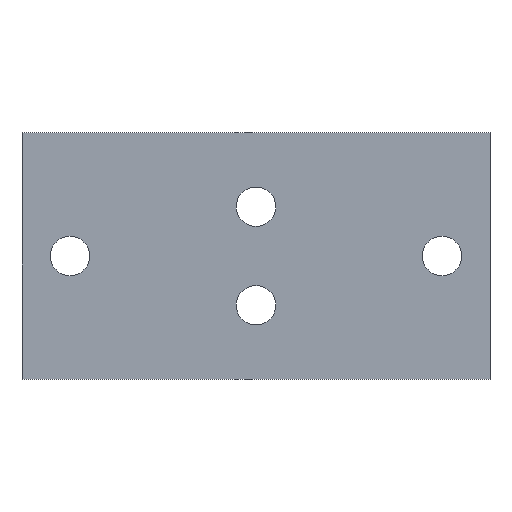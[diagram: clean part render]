
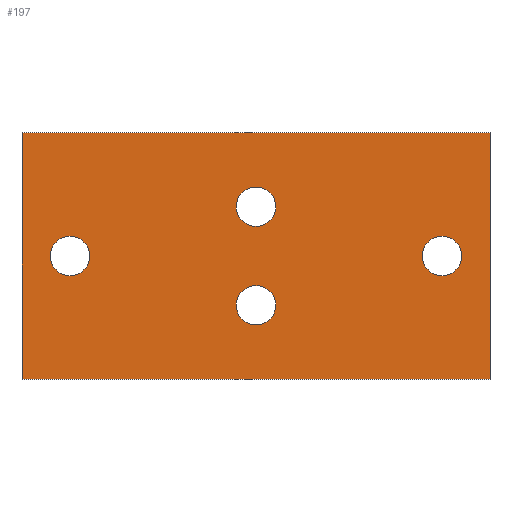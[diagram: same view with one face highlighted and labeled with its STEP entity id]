
A CAD part, top view. The second image highlights one B-rep face of the part: STEP entity #197.
In plain terms, the highlighted planar face has unit normal (0, 0, 1).
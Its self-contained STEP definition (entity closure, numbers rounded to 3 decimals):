
#15=FACE_BOUND('',#48,.T.);
#16=FACE_BOUND('',#49,.T.);
#17=FACE_BOUND('',#50,.T.);
#18=FACE_BOUND('',#51,.T.);
#27=PLANE('',#238);
#37=FACE_OUTER_BOUND('',#47,.T.);
#47=EDGE_LOOP('',(#169,#170,#171,#172));
#48=EDGE_LOOP('',(#173));
#49=EDGE_LOOP('',(#174));
#50=EDGE_LOOP('',(#175));
#51=EDGE_LOOP('',(#176));
#61=LINE('',#322,#77);
#65=LINE('',#330,#81);
#68=LINE('',#336,#84);
#71=LINE('',#341,#87);
#77=VECTOR('',#272,10.);
#81=VECTOR('',#278,10.);
#84=VECTOR('',#283,10.);
#87=VECTOR('',#288,10.);
#90=CIRCLE('',#224,1.6);
#92=CIRCLE('',#227,1.6);
#94=CIRCLE('',#230,1.6);
#96=CIRCLE('',#233,1.6);
#98=VERTEX_POINT('',#298);
#100=VERTEX_POINT('',#304);
#102=VERTEX_POINT('',#310);
#104=VERTEX_POINT('',#316);
#105=VERTEX_POINT('',#320);
#106=VERTEX_POINT('',#321);
#109=VERTEX_POINT('',#329);
#111=VERTEX_POINT('',#335);
#115=EDGE_CURVE('',#98,#98,#90,.T.);
#118=EDGE_CURVE('',#100,#100,#92,.T.);
#121=EDGE_CURVE('',#102,#102,#94,.T.);
#124=EDGE_CURVE('',#104,#104,#96,.T.);
#125=EDGE_CURVE('',#105,#106,#61,.T.);
#129=EDGE_CURVE('',#106,#109,#65,.T.);
#132=EDGE_CURVE('',#109,#111,#68,.T.);
#135=EDGE_CURVE('',#111,#105,#71,.T.);
#169=ORIENTED_EDGE('',*,*,#125,.F.);
#170=ORIENTED_EDGE('',*,*,#135,.F.);
#171=ORIENTED_EDGE('',*,*,#132,.F.);
#172=ORIENTED_EDGE('',*,*,#129,.F.);
#173=ORIENTED_EDGE('',*,*,#115,.T.);
#174=ORIENTED_EDGE('',*,*,#118,.T.);
#175=ORIENTED_EDGE('',*,*,#121,.T.);
#176=ORIENTED_EDGE('',*,*,#124,.T.);
#197=ADVANCED_FACE('',(#37,#15,#16,#17,#18),#27,.T.);
#224=AXIS2_PLACEMENT_3D('',#300,#247,#248);
#227=AXIS2_PLACEMENT_3D('',#306,#254,#255);
#230=AXIS2_PLACEMENT_3D('',#312,#261,#262);
#233=AXIS2_PLACEMENT_3D('',#318,#268,#269);
#238=AXIS2_PLACEMENT_3D('',#343,#290,#291);
#247=DIRECTION('center_axis',(0.,0.,-1.));
#248=DIRECTION('ref_axis',(-1.,0.,0.));
#254=DIRECTION('center_axis',(0.,0.,-1.));
#255=DIRECTION('ref_axis',(-1.,0.,0.));
#261=DIRECTION('center_axis',(0.,0.,-1.));
#262=DIRECTION('ref_axis',(-1.,0.,0.));
#268=DIRECTION('center_axis',(0.,0.,-1.));
#269=DIRECTION('ref_axis',(-1.,0.,0.));
#272=DIRECTION('',(0.,-1.,0.));
#278=DIRECTION('',(-1.,0.,0.));
#283=DIRECTION('',(0.,1.,0.));
#288=DIRECTION('',(1.,0.,0.));
#290=DIRECTION('center_axis',(0.,0.,1.));
#291=DIRECTION('ref_axis',(1.,0.,0.));
#298=CARTESIAN_POINT('',(1.6,4.,1.));
#300=CARTESIAN_POINT('Origin',(0.,4.,1.));
#304=CARTESIAN_POINT('',(1.6,-4.,1.));
#306=CARTESIAN_POINT('Origin',(0.,-4.,
1.));
#310=CARTESIAN_POINT('',(-13.5,0.,1.));
#312=CARTESIAN_POINT('Origin',(-15.1,0.,1.));
#316=CARTESIAN_POINT('',(16.7,0.,1.));
#318=CARTESIAN_POINT('Origin',(15.1,0.,1.));
#320=CARTESIAN_POINT('',(19.,10.,1.));
#321=CARTESIAN_POINT('',(19.,-10.,1.));
#322=CARTESIAN_POINT('',(19.,10.,1.));
#329=CARTESIAN_POINT('',(-19.,-10.,1.));
#330=CARTESIAN_POINT('',(19.,-10.,1.));
#335=CARTESIAN_POINT('',(-19.,10.,1.));
#336=CARTESIAN_POINT('',(-19.,-10.,1.));
#341=CARTESIAN_POINT('',(-19.,10.,1.));
#343=CARTESIAN_POINT('Origin',(0.,0.,
1.));
